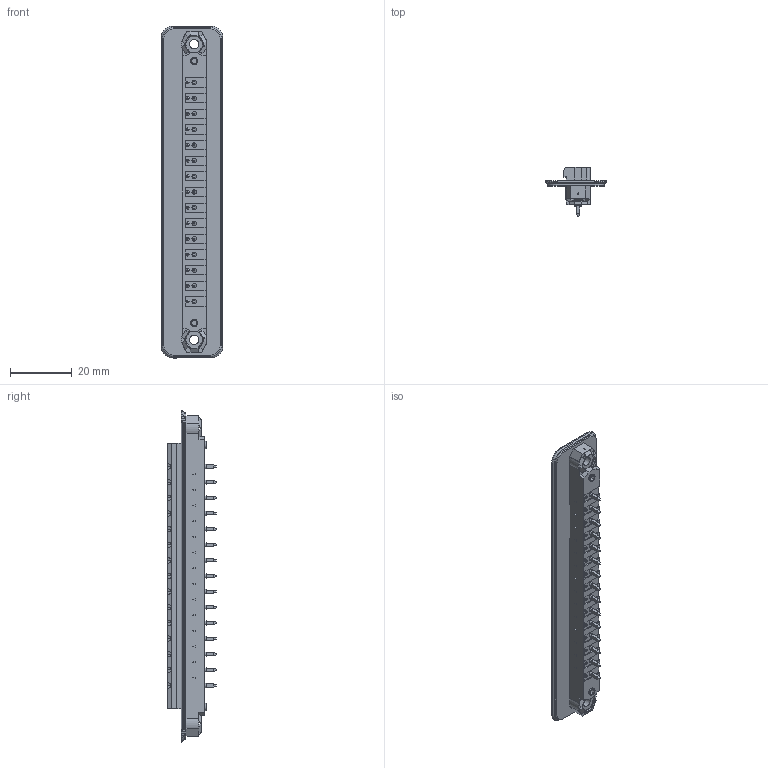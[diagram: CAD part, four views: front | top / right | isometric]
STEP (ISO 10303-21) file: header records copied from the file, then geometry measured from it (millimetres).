
FILE_DESCRIPTION(('STEP AP214'),'1');
FILE_NAME('1899414.stp','2016-07-05T05:49:07',('TraceParts'),('TraceParts S.A.'),'Spatial InterOp 3D',' ',' ');
FILE_SCHEMA(('automotive_design'));
Length unit declared in the file: millimetre
Products named in the file (1): dfk-mstbva_2.5-15-gf-5.08|1#dfk-mstbva_2.5-15-gf-5.08;dfk-mstbva_2.5-15-gf-5.08
Bounding box: 20.07 x 15.9 x 107.83 mm (x, y, z)
Volume: 6651.5 mm3; surface area: 9339 mm2
Topology: 1 solids, 1 shells, 1504 faces, 3462 edges, 2057 vertices
Faces by surface type: plane 1223, cylinder 163, sphere 60, cone 38, torus 20
Entity records: 53801 total; most frequent: CARTESIAN_POINT 7384, DIRECTION 7297, ORIENTED_EDGE 6924, EDGE_CURVE 3462, LINE 2577, VECTOR 2577, AXIS2_PLACEMENT_3D 2360, VERTEX_POINT 2057
